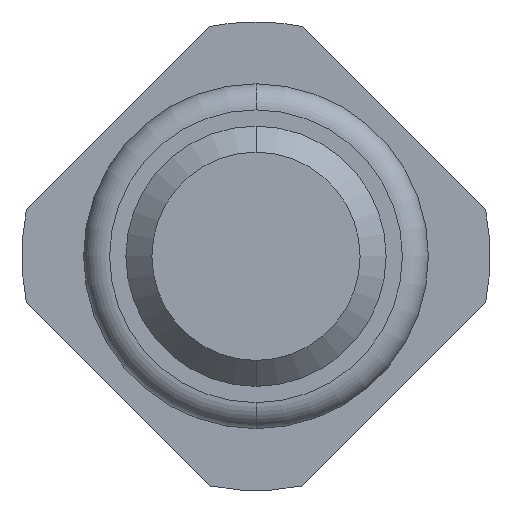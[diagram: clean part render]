
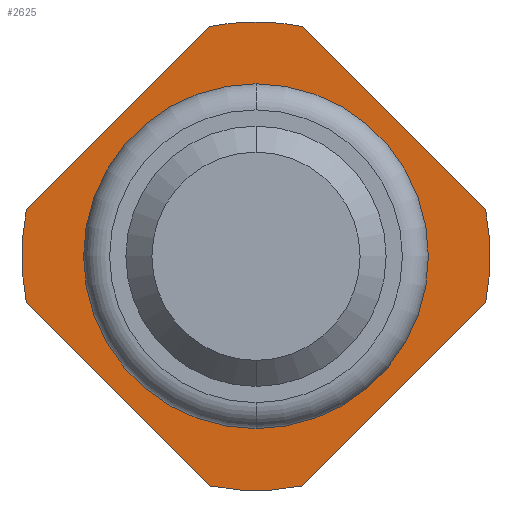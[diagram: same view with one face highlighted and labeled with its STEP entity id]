
A CAD part, front view. The second image highlights one B-rep face of the part: STEP entity #2625.
In plain terms, the highlighted planar face has unit normal (0, -1, 0).
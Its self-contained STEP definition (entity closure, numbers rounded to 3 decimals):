
#27 = AXIS2_PLACEMENT_3D ( 'NONE', #1583, #3583, #997 ) ;
#78 = CARTESIAN_POINT ( 'NONE',  ( 0., -2., 0. ) ) ;
#119 = DIRECTION ( 'NONE',  ( 0., 1., 0. ) ) ;
#152 = DIRECTION ( 'NONE',  ( 0.707, 0., 0.707 ) ) ;
#157 = AXIS2_PLACEMENT_3D ( 'NONE', #3378, #3124, #3343 ) ;
#170 = VERTEX_POINT ( 'NONE', #850 ) ;
#231 = VERTEX_POINT ( 'NONE', #290 ) ;
#234 = CARTESIAN_POINT ( 'NONE',  ( 0., -2., 0. ) ) ;
#252 = LINE ( 'NONE', #291, #565 ) ;
#290 = CARTESIAN_POINT ( 'NONE',  ( 0., -2., 1.8 ) ) ;
#291 = CARTESIAN_POINT ( 'NONE',  ( 1.961, -2., 0.161 ) ) ;
#331 = CIRCLE ( 'NONE', #1839, 1.8 ) ;
#347 = EDGE_LOOP ( 'NONE', ( #3080, #1259 ) ) ;
#432 = CARTESIAN_POINT ( 'NONE',  ( -0.161, -2., 1.961 ) ) ;
#455 = CIRCLE ( 'NONE', #157, 1.8 ) ;
#467 = DIRECTION ( 'NONE',  ( 0., 0., 1. ) ) ;
#522 = VERTEX_POINT ( 'NONE', #3395 ) ;
#524 = DIRECTION ( 'NONE',  ( -0.707, 0., -0.707 ) ) ;
#565 = VECTOR ( 'NONE', #1999, 1000. ) ;
#571 = EDGE_CURVE ( 'Defeature ausgef�hrt2_0+Defeature ausgef�hrt2_12+Defeature ausgef�hrt2_12+Defeature ausgef�hrt2_12', #1291, #995, #2376, .T. ) ;
#577 = AXIS2_PLACEMENT_3D ( 'NONE', #2870, #589, #2570 ) ;
#589 = DIRECTION ( 'NONE',  ( 0., 1., 0. ) ) ;
#605 = CARTESIAN_POINT ( 'NONE',  ( 1.764, -2., 0.357 ) ) ;
#622 = CIRCLE ( 'NONE', #3334, 1.8 ) ;
#656 = CARTESIAN_POINT ( 'NONE',  ( 0.357, -2., 1.764 ) ) ;
#685 = AXIS2_PLACEMENT_3D ( 'NONE', #78, #1774, #909 ) ;
#734 = VERTEX_POINT ( 'NONE', #3143 ) ;
#745 = VERTEX_POINT ( 'NONE', #605 ) ;
#753 = DIRECTION ( 'NONE',  ( -0.707, 0., 0.707 ) ) ;
#823 = CARTESIAN_POINT ( 'NONE',  ( 1.961, -2., -0.161 ) ) ;
#850 = CARTESIAN_POINT ( 'NONE',  ( -1.764, -2., -0.357 ) ) ;
#909 = DIRECTION ( 'NONE',  ( 0., 0., 1. ) ) ;
#992 = CIRCLE ( 'NONE', #577, 1.325 ) ;
#995 = VERTEX_POINT ( 'NONE', #3642 ) ;
#997 = DIRECTION ( 'NONE',  ( 0., 0., 1. ) ) ;
#1046 = DIRECTION ( 'NONE',  ( 0., 0., 1. ) ) ;
#1112 = VECTOR ( 'NONE', #152, 1000. ) ;
#1259 = ORIENTED_EDGE ( 'NONE', *, *, #3249, .T. ) ;
#1291 = VERTEX_POINT ( 'NONE', #3158 ) ;
#1334 = CARTESIAN_POINT ( 'NONE',  ( 0., -2., 0. ) ) ;
#1388 = CARTESIAN_POINT ( 'NONE',  ( 0., -2., 0. ) ) ;
#1404 = CIRCLE ( 'NONE', #3517, 1.8 ) ;
#1448 = EDGE_CURVE ( 'Defeature ausgef�hrt2_15+Defeature ausgef�hrt2_0+Defeature ausgef�hrt2_1+Defeature ausgef�hrt2_4', #2300, #734, #3099, .T. ) ;
#1471 = EDGE_CURVE ( 'Defeature ausgef�hrt2_4+Defeature ausgef�hrt2_0+Defeature ausgef�hrt2_15+Defeature ausgef�hrt2_16', #734, #1934, #622, .T. ) ;
#1489 = EDGE_CURVE ( 'Defeature ausgef�hrt2_2+Defeature ausgef�hrt2_0+Defeature ausgef�hrt2_17+Defeature ausgef�hrt2_18', #1897, #231, #1404, .T. ) ;
#1583 = CARTESIAN_POINT ( 'NONE',  ( 1.8, -2., 0. ) ) ;
#1710 = ORIENTED_EDGE ( 'NONE', *, *, #3581, .F. ) ;
#1774 = DIRECTION ( 'NONE',  ( 0., 1., 0. ) ) ;
#1839 = AXIS2_PLACEMENT_3D ( 'NONE', #2979, #119, #3032 ) ;
#1884 = FACE_OUTER_BOUND ( 'NONE', #3229, .T. ) ;
#1890 = DIRECTION ( 'NONE',  ( 0., 1., 0. ) ) ;
#1897 = VERTEX_POINT ( 'NONE', #3614 ) ;
#1934 = VERTEX_POINT ( 'NONE', #3722 ) ;
#1947 = ORIENTED_EDGE ( 'NONE', *, *, #3153, .F. ) ;
#1977 = EDGE_CURVE ( 'Defeature ausgef�hrt2_18+Defeature ausgef�hrt2_0+Defeature ausgef�hrt2_2+Defeature ausgef�hrt2_1', #2858, #745, #252, .T. ) ;
#1999 = DIRECTION ( 'NONE',  ( 0.707, 0., -0.707 ) ) ;
#2120 = EDGE_CURVE ( 'Defeature ausgef�hrt2_1+Defeature ausgef�hrt2_0+Defeature ausgef�hrt2_18+Defeature ausgef�hrt2_15', #745, #2300, #2856, .T. ) ;
#2300 = VERTEX_POINT ( 'NONE', #3474 ) ;
#2376 = CIRCLE ( 'NONE', #2502, 1.325 ) ;
#2435 = PLANE ( 'NONE',  #27 ) ;
#2502 = AXIS2_PLACEMENT_3D ( 'NONE', #234, #1890, #3677 ) ;
#2543 = ORIENTED_EDGE ( 'NONE', *, *, #3035, .F. ) ;
#2544 = DIRECTION ( 'NONE',  ( 0., 1., 0. ) ) ;
#2570 = DIRECTION ( 'NONE',  ( 0., 0., 1. ) ) ;
#2625 = ADVANCED_FACE ( 'Defeature ausgef�hrt2_0', ( #2716, #1884 ), #2435, .F. ) ;
#2716 = FACE_BOUND ( 'NONE', #347, .T. ) ;
#2766 = ORIENTED_EDGE ( 'NONE', *, *, #1489, .F. ) ;
#2788 = ORIENTED_EDGE ( 'NONE', *, *, #3484, .F. ) ;
#2809 = ORIENTED_EDGE ( 'NONE', *, *, #2120, .F. ) ;
#2843 = ORIENTED_EDGE ( 'NONE', *, *, #1448, .F. ) ;
#2856 = CIRCLE ( 'NONE', #685, 1.8 ) ;
#2858 = VERTEX_POINT ( 'NONE', #656 ) ;
#2866 = VECTOR ( 'NONE', #753, 1000. ) ;
#2870 = CARTESIAN_POINT ( 'NONE',  ( 0., -2., 0. ) ) ;
#2922 = ORIENTED_EDGE ( 'NONE', *, *, #1471, .F. ) ;
#2979 = CARTESIAN_POINT ( 'NONE',  ( 0., -2., 0. ) ) ;
#3010 = LINE ( 'NONE', #432, #1112 ) ;
#3032 = DIRECTION ( 'NONE',  ( 0., 0., 1. ) ) ;
#3035 = EDGE_CURVE ( 'Defeature ausgef�hrt2_3+Defeature ausgef�hrt2_0+Defeature ausgef�hrt2_16+Defeature ausgef�hrt2_17', #170, #522, #331, .T. ) ;
#3079 = DIRECTION ( 'NONE',  ( 0., 1., 0. ) ) ;
#3080 = ORIENTED_EDGE ( 'NONE', *, *, #571, .T. ) ;
#3084 = LINE ( 'NONE', #3374, #2866 ) ;
#3099 = LINE ( 'NONE', #823, #3269 ) ;
#3124 = DIRECTION ( 'NONE',  ( 0., 1., 0. ) ) ;
#3143 = CARTESIAN_POINT ( 'NONE',  ( 0.357, -2., -1.764 ) ) ;
#3153 = EDGE_CURVE ( 'Defeature ausgef�hrt2_2+Defeature ausgef�hrt2_0+Defeature ausgef�hrt2_17+Defeature ausgef�hrt2_18', #231, #2858, #455, .T. ) ;
#3158 = CARTESIAN_POINT ( 'NONE',  ( 0., -2., 1.325 ) ) ;
#3229 = EDGE_LOOP ( 'NONE', ( #3295, #1947, #2766, #2788, #2543, #1710, #2922, #2843, #2809 ) ) ;
#3249 = EDGE_CURVE ( 'Defeature ausgef�hrt2_0+Defeature ausgef�hrt2_12+Defeature ausgef�hrt2_12+Defeature ausgef�hrt2_12', #995, #1291, #992, .T. ) ;
#3269 = VECTOR ( 'NONE', #524, 1000. ) ;
#3295 = ORIENTED_EDGE ( 'NONE', *, *, #1977, .F. ) ;
#3334 = AXIS2_PLACEMENT_3D ( 'NONE', #1388, #3079, #1046 ) ;
#3343 = DIRECTION ( 'NONE',  ( 0., 0., 1. ) ) ;
#3374 = CARTESIAN_POINT ( 'NONE',  ( -0.161, -2., -1.961 ) ) ;
#3378 = CARTESIAN_POINT ( 'NONE',  ( 0., -2., 0. ) ) ;
#3395 = CARTESIAN_POINT ( 'NONE',  ( -1.764, -2., 0.357 ) ) ;
#3474 = CARTESIAN_POINT ( 'NONE',  ( 1.764, -2., -0.357 ) ) ;
#3484 = EDGE_CURVE ( 'Defeature ausgef�hrt2_17+Defeature ausgef�hrt2_0+Defeature ausgef�hrt2_3+Defeature ausgef�hrt2_2', #522, #1897, #3010, .T. ) ;
#3517 = AXIS2_PLACEMENT_3D ( 'NONE', #1334, #2544, #467 ) ;
#3581 = EDGE_CURVE ( 'Defeature ausgef�hrt2_16+Defeature ausgef�hrt2_0+Defeature ausgef�hrt2_4+Defeature ausgef�hrt2_3', #1934, #170, #3084, .T. ) ;
#3583 = DIRECTION ( 'NONE',  ( 0., 1., 0. ) ) ;
#3614 = CARTESIAN_POINT ( 'NONE',  ( -0.357, -2., 1.764 ) ) ;
#3642 = CARTESIAN_POINT ( 'NONE',  ( 0., -2., -1.325 ) ) ;
#3677 = DIRECTION ( 'NONE',  ( 0., 0., 1. ) ) ;
#3722 = CARTESIAN_POINT ( 'NONE',  ( -0.357, -2., -1.764 ) ) ;
